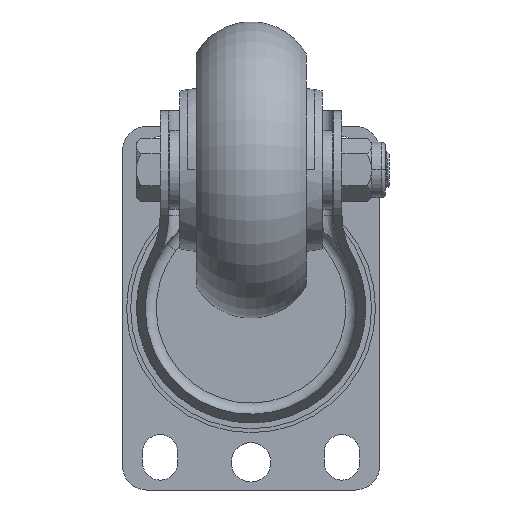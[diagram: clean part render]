
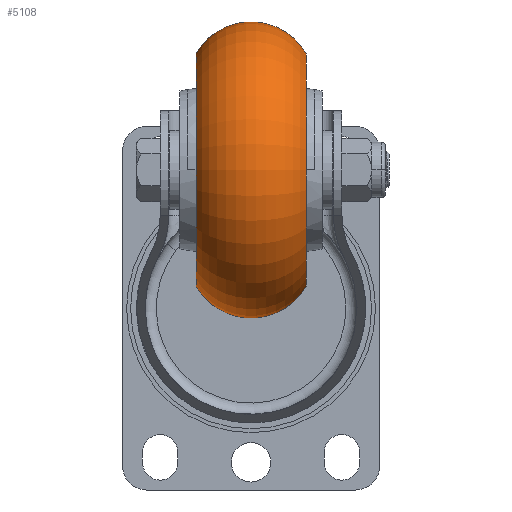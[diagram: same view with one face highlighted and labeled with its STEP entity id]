
A CAD part, front view. The second image highlights one B-rep face of the part: STEP entity #5108.
In plain terms, the highlighted toroidal (fillet/blend) face has major radius 21.5 mm and minor radius 16 mm.
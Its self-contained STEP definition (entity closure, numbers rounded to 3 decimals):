
#1927=CARTESIAN_POINT('',(13.922,0.,0.));
#1928=DIRECTION('',(-1.,0.,0.));
#1929=DIRECTION('',(0.,0.,-1.));
#1930=AXIS2_PLACEMENT_3D('',#1927,#1928,#1929);
#1932=CARTESIAN_POINT('',(-13.922,0.,0.));
#1933=DIRECTION('',(-1.,0.,0.));
#1934=DIRECTION('',(0.,0.,-1.));
#1935=AXIS2_PLACEMENT_3D('',#1932,#1933,#1934);
#1937=CARTESIAN_POINT('',(-13.922,0.,0.));
#1938=DIRECTION('',(-1.,0.,0.));
#1939=DIRECTION('',(0.,-1.,0.));
#1940=AXIS2_PLACEMENT_3D('',#1937,#1938,#1939);
#1942=CARTESIAN_POINT('',(13.922,0.,0.));
#1943=DIRECTION('',(-1.,0.,0.));
#1944=DIRECTION('',(0.,-1.,0.));
#1945=AXIS2_PLACEMENT_3D('',#1942,#1943,#1944);
#1967=CARTESIAN_POINT('',(0.,0.,21.5));
#1968=DIRECTION('',(0.,-1.,0.));
#1969=DIRECTION('',(0.87,0.,0.493));
#1970=AXIS2_PLACEMENT_3D('',#1967,#1968,#1969);
#1982=CARTESIAN_POINT('',(0.,0.,-21.5));
#1983=DIRECTION('',(0.,1.,0.));
#1984=DIRECTION('',(0.87,0.,-0.493));
#1985=AXIS2_PLACEMENT_3D('',#1982,#1983,#1984);
#2108=CARTESIAN_POINT('',(13.922,0.,-29.385));
#2109=CARTESIAN_POINT('',(13.922,-29.385,0.));
#2110=VERTEX_POINT('',#2108);
#2111=VERTEX_POINT('',#2109);
#2112=CARTESIAN_POINT('',(-13.922,0.,-29.385));
#2113=CARTESIAN_POINT('',(-13.922,-29.385,0.));
#2114=VERTEX_POINT('',#2112);
#2115=VERTEX_POINT('',#2113);
#2116=CARTESIAN_POINT('',(13.922,0.,29.385));
#2117=VERTEX_POINT('',#2116);
#2118=CARTESIAN_POINT('',(-13.922,0.,29.385));
#2119=VERTEX_POINT('',#2118);
#5090=CARTESIAN_POINT('',(0.,0.,0.));
#5091=DIRECTION('',(-1.,0.,0.));
#5092=DIRECTION('',(0.,0.,-1.));
#5093=AXIS2_PLACEMENT_3D('',#5090,#5091,#5092);
#5094=TOROIDAL_SURFACE('',#5093,21.5,16.);
#5096=ORIENTED_EDGE('',*,*,#5095,.F.);
#5098=ORIENTED_EDGE('',*,*,#5097,.T.);
#5100=ORIENTED_EDGE('',*,*,#5099,.T.);
#5101=ORIENTED_EDGE('',*,*,#5078,.T.);
#5103=ORIENTED_EDGE('',*,*,#5102,.F.);
#5105=ORIENTED_EDGE('',*,*,#5104,.F.);
#5106=EDGE_LOOP('',(#5096,#5098,#5100,#5101,#5103,#5105));
#5107=FACE_OUTER_BOUND('',#5106,.F.);
#5108=ADVANCED_FACE('',(#5107),#5094,.T.);
#1931=CIRCLE('',#1930,29.385);
#1936=CIRCLE('',#1935,29.385);
#1941=CIRCLE('',#1940,29.385);
#1946=CIRCLE('',#1945,29.385);
#1971=CIRCLE('',#1970,16.);
#1986=CIRCLE('',#1985,16.);
#5078=EDGE_CURVE('',#2115,#2119,#1941,.T.);
#5095=EDGE_CURVE('',#2110,#2111,#1931,.T.);
#5097=EDGE_CURVE('',#2110,#2114,#1986,.T.);
#5099=EDGE_CURVE('',#2114,#2115,#1936,.T.);
#5102=EDGE_CURVE('',#2117,#2119,#1971,.T.);
#5104=EDGE_CURVE('',#2111,#2117,#1946,.T.);
